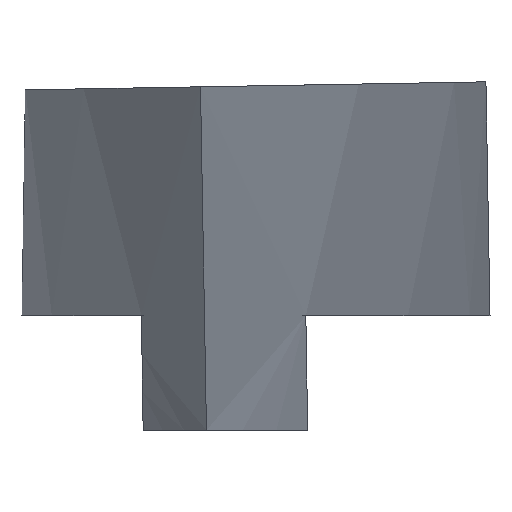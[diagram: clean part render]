
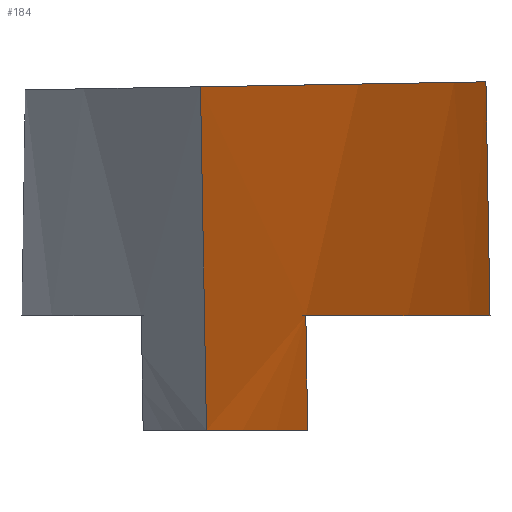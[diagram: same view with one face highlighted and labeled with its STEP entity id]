
A CAD part, left-side view. The second image highlights one B-rep face of the part: STEP entity #184.
In plain terms, the highlighted cylindrical face has radius 100.685 mm (diameter 201.37 mm), a partial arc.
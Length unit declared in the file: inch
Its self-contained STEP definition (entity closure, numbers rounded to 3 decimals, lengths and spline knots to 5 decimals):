
#15=CYLINDRICAL_SURFACE('',#222,3.96398);
#20=FACE_OUTER_BOUND('',#30,.T.);
#30=EDGE_LOOP('',(#127,#128,#129,#130,#131,#132,#133,#134,#135));
#39=LINE('',#314,#49);
#40=LINE('',#317,#50);
#41=LINE('',#327,#51);
#42=LINE('',#332,#52);
#49=VECTOR('',#252,0.13003);
#50=VECTOR('',#255,0.13003);
#51=VECTOR('',#266,0.3937);
#52=VECTOR('',#271,0.3937);
#59=CIRCLE('',#214,3.96345);
#66=CIRCLE('',#223,3.96339);
#67=CIRCLE('',#224,3.96398);
#68=CIRCLE('',#225,3.96345);
#69=CIRCLE('',#226,3.96339);
#74=VERTEX_POINT('',#302);
#75=VERTEX_POINT('',#304);
#78=VERTEX_POINT('',#311);
#79=VERTEX_POINT('',#313);
#80=VERTEX_POINT('',#315);
#83=VERTEX_POINT('',#324);
#84=VERTEX_POINT('',#325);
#85=VERTEX_POINT('',#329);
#86=VERTEX_POINT('',#331);
#91=EDGE_CURVE('',#74,#75,#59,.T.);
#95=EDGE_CURVE('',#78,#79,#39,.T.);
#97=EDGE_CURVE('',#74,#80,#40,.T.);
#101=EDGE_CURVE('',#83,#84,#66,.T.);
#102=EDGE_CURVE('',#75,#83,#41,.T.);
#103=EDGE_CURVE('',#79,#80,#67,.T.);
#104=EDGE_CURVE('',#78,#85,#68,.T.);
#105=EDGE_CURVE('',#85,#86,#42,.T.);
#106=EDGE_CURVE('',#84,#86,#69,.T.);
#127=ORIENTED_EDGE('',*,*,#101,.F.);
#128=ORIENTED_EDGE('',*,*,#102,.F.);
#129=ORIENTED_EDGE('',*,*,#91,.F.);
#130=ORIENTED_EDGE('',*,*,#97,.T.);
#131=ORIENTED_EDGE('',*,*,#103,.F.);
#132=ORIENTED_EDGE('',*,*,#95,.F.);
#133=ORIENTED_EDGE('',*,*,#104,.T.);
#134=ORIENTED_EDGE('',*,*,#105,.T.);
#135=ORIENTED_EDGE('',*,*,#106,.F.);
#184=ADVANCED_FACE('',(#20),#15,.T.);
#214=AXIS2_PLACEMENT_3D('',#305,#243,#244);
#222=AXIS2_PLACEMENT_3D('',#323,#262,#263);
#223=AXIS2_PLACEMENT_3D('',#326,#264,#265);
#224=AXIS2_PLACEMENT_3D('',#328,#267,#268);
#225=AXIS2_PLACEMENT_3D('',#330,#269,#270);
#226=AXIS2_PLACEMENT_3D('',#333,#272,#273);
#243=DIRECTION('center_axis',(0.,0.,
-1.));
#244=DIRECTION('ref_axis',(0.187,-0.982,0.));
#252=DIRECTION('',(0.,0.017,1.));
#255=DIRECTION('',(0.,0.017,1.));
#262=DIRECTION('center_axis',(0.,0.017,1.));
#263=DIRECTION('ref_axis',(0.,-1.,0.017));
#264=DIRECTION('center_axis',(0.,0.,
-1.));
#265=DIRECTION('ref_axis',(0.,-1.,0.));
#266=DIRECTION('',(-0.006,0.016,1.));
#267=DIRECTION('center_axis',(0.,0.017,1.));
#268=DIRECTION('ref_axis',(0.,-1.,0.017));
#269=DIRECTION('center_axis',(0.,0.,1.));
#270=DIRECTION('ref_axis',(-0.187,-0.982,0.));
#271=DIRECTION('',(0.006,0.016,1.));
#272=DIRECTION('center_axis',(0.,0.,
-1.));
#273=DIRECTION('ref_axis',(-0.187,-0.982,0.));
#302=CARTESIAN_POINT('',(0.91944,0.66902,-0.14173));
#304=CARTESIAN_POINT('',(0.74052,0.63069,-0.14173));
#305=CARTESIAN_POINT('Origin',(-0.00001,4.52435,-0.14174));
#311=CARTESIAN_POINT('',(-0.91944,0.66902,-0.14173));
#313=CARTESIAN_POINT('',(-0.91944,0.67129,-0.01172));
#314=CARTESIAN_POINT('',(-0.91944,0.66902,-0.14173));
#315=CARTESIAN_POINT('',(0.91944,0.67129,-0.01172));
#317=CARTESIAN_POINT('',(0.91944,0.66902,-0.14173));
#323=CARTESIAN_POINT('Origin',(0.,4.5201,-0.45007));
#324=CARTESIAN_POINT('',(0.74026,0.6314,-0.09843));
#325=CARTESIAN_POINT('',(0.,0.56165,-0.09843));
#326=CARTESIAN_POINT('Origin',(0.,4.52504,-0.09843));
#327=CARTESIAN_POINT('',(0.74052,0.63069,-0.14173));
#328=CARTESIAN_POINT('Origin',(0.,4.52657,-0.07901));
#329=CARTESIAN_POINT('',(-0.74052,0.63069,-0.14173));
#330=CARTESIAN_POINT('Origin',(0.00001,4.52435,-0.14174));
#331=CARTESIAN_POINT('',(-0.74026,0.6314,-0.09843));
#332=CARTESIAN_POINT('',(-0.74052,0.63069,-0.14173));
#333=CARTESIAN_POINT('Origin',(0.,4.52504,-0.09843));
